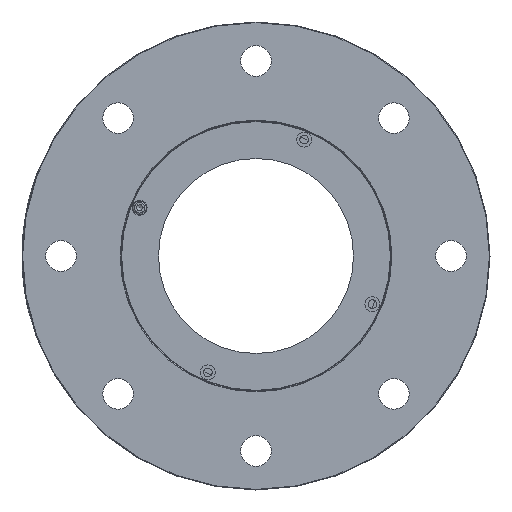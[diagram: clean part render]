
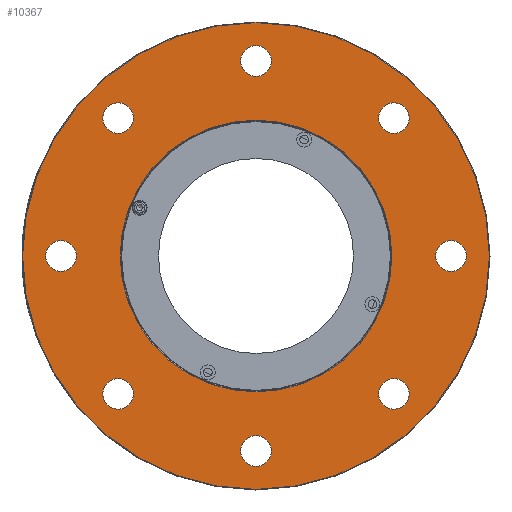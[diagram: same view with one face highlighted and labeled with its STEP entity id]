
A CAD part, left-side view. The second image highlights one B-rep face of the part: STEP entity #10367.
In plain terms, the highlighted planar face has unit normal (-1, 0, 0).
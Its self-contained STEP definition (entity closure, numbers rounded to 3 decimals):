
#607 = EDGE_LOOP ( 'NONE', ( #9452 ) ) ;
#967 = CARTESIAN_POINT ( 'NONE',  ( 0., 65., 0. ) ) ;
#1506 = DIRECTION ( 'NONE',  ( -1., 0., 0. ) ) ;
#1592 = FACE_BOUND ( 'NONE', #10223, .T. ) ;
#1687 = VERTEX_POINT ( 'NONE', #21863 ) ;
#4027 = VERTEX_POINT ( 'NONE', #4403 ) ;
#4094 = DIRECTION ( 'NONE',  ( 0., 0., 1. ) ) ;
#4097 = CIRCLE ( 'NONE', #28287, 5.1 ) ;
#4149 = CIRCLE ( 'NONE', #24613, 5.1 ) ;
#4250 = CARTESIAN_POINT ( 'NONE',  ( 0., -65., 0. ) ) ;
#4403 = CARTESIAN_POINT ( 'NONE',  ( 0., 45.962, 51.062 ) ) ;
#5786 = EDGE_LOOP ( 'NONE', ( #23109 ) ) ;
#5965 = EDGE_LOOP ( 'NONE', ( #29101 ) ) ;
#6070 = AXIS2_PLACEMENT_3D ( 'NONE', #14059, #37770, #19678 ) ;
#6621 = DIRECTION ( 'NONE',  ( 0., 0., -1. ) ) ;
#7451 = EDGE_CURVE ( 'NONE', #32574, #32574, #9254, .T. ) ;
#7786 = FACE_OUTER_BOUND ( 'NONE', #24001, .T. ) ;
#8513 = CARTESIAN_POINT ( 'NONE',  ( 0., -45.962, -45.962 ) ) ;
#8577 = EDGE_CURVE ( 'NONE', #21303, #21303, #35567, .T. ) ;
#8804 = AXIS2_PLACEMENT_3D ( 'NONE', #4250, #15530, #30856 ) ;
#8896 = CARTESIAN_POINT ( 'NONE',  ( 0., 0., 45.289 ) ) ;
#8923 = AXIS2_PLACEMENT_3D ( 'NONE', #36759, #25438, #34019 ) ;
#9156 = EDGE_LOOP ( 'NONE', ( #10130 ) ) ;
#9254 = CIRCLE ( 'NONE', #24107, 45.289 ) ;
#9452 = ORIENTED_EDGE ( 'NONE', *, *, #22646, .F. ) ;
#10130 = ORIENTED_EDGE ( 'NONE', *, *, #8577, .F. ) ;
#10223 = EDGE_LOOP ( 'NONE', ( #13637 ) ) ;
#10230 = CARTESIAN_POINT ( 'NONE',  ( 0., 65., 5.1 ) ) ;
#10367 = ADVANCED_FACE ( 'NONE', ( #7786, #10696, #22522, #37149, #28374, #36963, #22157, #31287, #1592, #28184 ), #13051, .F. ) ;
#10696 = FACE_BOUND ( 'NONE', #23066, .T. ) ;
#10722 = DIRECTION ( 'NONE',  ( -1., 0., 0. ) ) ;
#11051 = CIRCLE ( 'NONE', #6070, 5.1 ) ;
#11114 = CARTESIAN_POINT ( 'NONE',  ( 0., 45.962, -45.962 ) ) ;
#11189 = AXIS2_PLACEMENT_3D ( 'NONE', #8513, #14531, #20342 ) ;
#11577 = VERTEX_POINT ( 'NONE', #31569 ) ;
#11834 = DIRECTION ( 'NONE',  ( 0., 0., 1. ) ) ;
#12651 = CARTESIAN_POINT ( 'NONE',  ( 0., 0., 0. ) ) ;
#12814 = DIRECTION ( 'NONE',  ( -1., 0., 0. ) ) ;
#13051 = PLANE ( 'NONE',  #8923 ) ;
#13055 = CIRCLE ( 'NONE', #11189, 5.1 ) ;
#13343 = VERTEX_POINT ( 'NONE', #25174 ) ;
#13349 = DIRECTION ( 'NONE',  ( 0., 0., 1. ) ) ;
#13637 = ORIENTED_EDGE ( 'NONE', *, *, #7451, .F. ) ;
#14059 = CARTESIAN_POINT ( 'NONE',  ( 0., 0., -65. ) ) ;
#14531 = DIRECTION ( 'NONE',  ( -1., 0., 0. ) ) ;
#15530 = DIRECTION ( 'NONE',  ( -1., 0., 0. ) ) ;
#15603 = AXIS2_PLACEMENT_3D ( 'NONE', #12651, #15957, #6621 ) ;
#15957 = DIRECTION ( 'NONE',  ( -1., 0., 0. ) ) ;
#16134 = ORIENTED_EDGE ( 'NONE', *, *, #33206, .F. ) ;
#16262 = CARTESIAN_POINT ( 'NONE',  ( 0., 45.962, 45.962 ) ) ;
#17021 = EDGE_CURVE ( 'NONE', #1687, #1687, #4097, .T. ) ;
#17201 = CARTESIAN_POINT ( 'NONE',  ( 0., 0., 70.1 ) ) ;
#17966 = EDGE_CURVE ( 'NONE', #36864, #36864, #24553, .T. ) ;
#18612 = CARTESIAN_POINT ( 'NONE',  ( 0., -45.962, 45.962 ) ) ;
#18737 = CARTESIAN_POINT ( 'NONE',  ( 0., 0., 65. ) ) ;
#18810 = AXIS2_PLACEMENT_3D ( 'NONE', #11114, #10722, #19843 ) ;
#18834 = EDGE_LOOP ( 'NONE', ( #24307 ) ) ;
#19678 = DIRECTION ( 'NONE',  ( 0., 0., 1. ) ) ;
#19843 = DIRECTION ( 'NONE',  ( 0., 0., 1. ) ) ;
#19983 = EDGE_CURVE ( 'NONE', #4027, #4027, #4149, .T. ) ;
#20342 = DIRECTION ( 'NONE',  ( 0., 0., 1. ) ) ;
#21303 = VERTEX_POINT ( 'NONE', #24394 ) ;
#21522 = DIRECTION ( 'NONE',  ( -1., 0., 0. ) ) ;
#21863 = CARTESIAN_POINT ( 'NONE',  ( 0., -45.962, 51.062 ) ) ;
#22157 = FACE_BOUND ( 'NONE', #9156, .T. ) ;
#22522 = FACE_BOUND ( 'NONE', #18834, .T. ) ;
#22646 = EDGE_CURVE ( 'NONE', #13343, #13343, #11051, .T. ) ;
#22672 = ORIENTED_EDGE ( 'NONE', *, *, #17966, .F. ) ;
#22864 = ORIENTED_EDGE ( 'NONE', *, *, #32257, .T. ) ;
#22994 = CIRCLE ( 'NONE', #26753, 5.1 ) ;
#23066 = EDGE_LOOP ( 'NONE', ( #37497 ) ) ;
#23109 = ORIENTED_EDGE ( 'NONE', *, *, #17021, .F. ) ;
#24001 = EDGE_LOOP ( 'NONE', ( #22864 ) ) ;
#24107 = AXIS2_PLACEMENT_3D ( 'NONE', #36542, #27775, #4094 ) ;
#24307 = ORIENTED_EDGE ( 'NONE', *, *, #31595, .F. ) ;
#24394 = CARTESIAN_POINT ( 'NONE',  ( 0., 45.962, -40.862 ) ) ;
#24553 = CIRCLE ( 'NONE', #34502, 5.1 ) ;
#24613 = AXIS2_PLACEMENT_3D ( 'NONE', #16262, #1506, #13349 ) ;
#25174 = CARTESIAN_POINT ( 'NONE',  ( 0., 0., -59.9 ) ) ;
#25438 = DIRECTION ( 'NONE',  ( 1., 0., 0. ) ) ;
#25540 = CARTESIAN_POINT ( 'NONE',  ( 0., -65., 5.1 ) ) ;
#25917 = VERTEX_POINT ( 'NONE', #37634 ) ;
#26753 = AXIS2_PLACEMENT_3D ( 'NONE', #18737, #30202, #30585 ) ;
#27170 = DIRECTION ( 'NONE',  ( 0., 0., 1. ) ) ;
#27315 = EDGE_LOOP ( 'NONE', ( #22672 ) ) ;
#27775 = DIRECTION ( 'NONE',  ( -1., 0., 0. ) ) ;
#28184 = FACE_BOUND ( 'NONE', #5786, .T. ) ;
#28287 = AXIS2_PLACEMENT_3D ( 'NONE', #18612, #21522, #11834 ) ;
#28374 = FACE_BOUND ( 'NONE', #5965, .T. ) ;
#29101 = ORIENTED_EDGE ( 'NONE', *, *, #29305, .F. ) ;
#29305 = EDGE_CURVE ( 'NONE', #25917, #25917, #13055, .T. ) ;
#29870 = CIRCLE ( 'NONE', #15603, 77.8 ) ;
#30202 = DIRECTION ( 'NONE',  ( -1., 0., 0. ) ) ;
#30585 = DIRECTION ( 'NONE',  ( 0., 0., 1. ) ) ;
#30856 = DIRECTION ( 'NONE',  ( 0., 0., 1. ) ) ;
#31287 = FACE_BOUND ( 'NONE', #27315, .T. ) ;
#31569 = CARTESIAN_POINT ( 'NONE',  ( 0., 0., -77.8 ) ) ;
#31595 = EDGE_CURVE ( 'NONE', #32146, #32146, #22994, .T. ) ;
#31762 = VERTEX_POINT ( 'NONE', #25540 ) ;
#32016 = EDGE_LOOP ( 'NONE', ( #16134 ) ) ;
#32146 = VERTEX_POINT ( 'NONE', #17201 ) ;
#32257 = EDGE_CURVE ( 'NONE', #11577, #11577, #29870, .T. ) ;
#32574 = VERTEX_POINT ( 'NONE', #8896 ) ;
#33206 = EDGE_CURVE ( 'NONE', #31762, #31762, #36741, .T. ) ;
#34019 = DIRECTION ( 'NONE',  ( 0., 0., -1. ) ) ;
#34502 = AXIS2_PLACEMENT_3D ( 'NONE', #967, #12814, #27170 ) ;
#35567 = CIRCLE ( 'NONE', #18810, 5.1 ) ;
#36542 = CARTESIAN_POINT ( 'NONE',  ( 0., 0., 0. ) ) ;
#36741 = CIRCLE ( 'NONE', #8804, 5.1 ) ;
#36759 = CARTESIAN_POINT ( 'NONE',  ( 0., 78., 0. ) ) ;
#36864 = VERTEX_POINT ( 'NONE', #10230 ) ;
#36963 = FACE_BOUND ( 'NONE', #607, .T. ) ;
#37149 = FACE_BOUND ( 'NONE', #32016, .T. ) ;
#37497 = ORIENTED_EDGE ( 'NONE', *, *, #19983, .F. ) ;
#37634 = CARTESIAN_POINT ( 'NONE',  ( 0., -45.962, -40.862 ) ) ;
#37770 = DIRECTION ( 'NONE',  ( -1., 0., 0. ) ) ;
